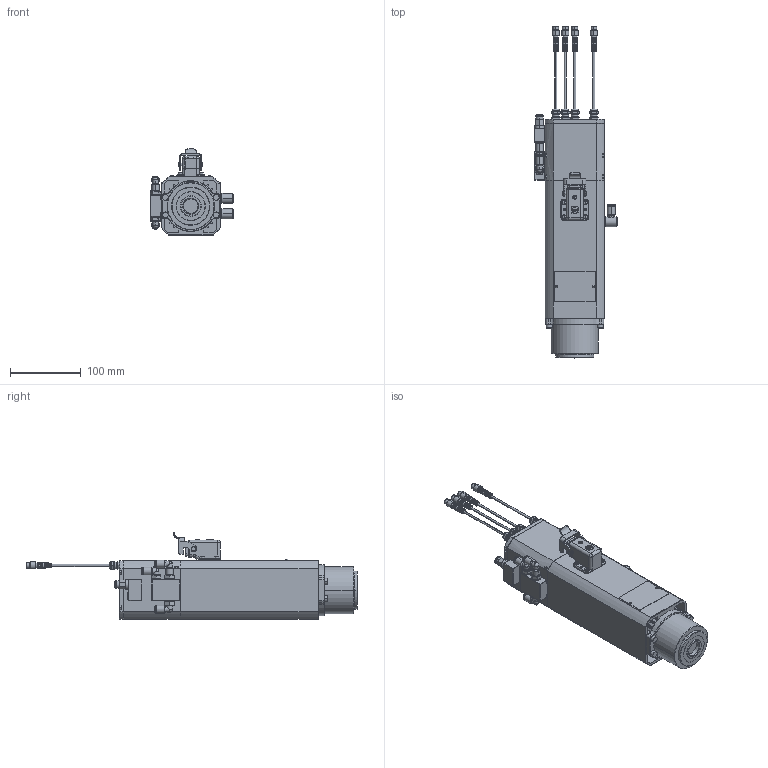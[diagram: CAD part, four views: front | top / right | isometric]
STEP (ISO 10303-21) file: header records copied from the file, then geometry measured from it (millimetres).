
FILE_DESCRIPTION(('HOOPS Exchange Step'),'2;1');
FILE_NAME('export-3C79146E-B095-4865-A6A6-C36D1CFC0A61.stp','2024-09-11T13:46:10+02:00',('Gebruiker'),('Alibre'),'HOOPS Exchange 2023.0','Alibre','Unknown authorisation');
FILE_SCHEMA( ('AP242_MANAGED_MODEL_BASED_3D_ENGINEERING_MIM_LF {1 0 10303 442 1 1 4 }') );
Length unit declared in the file: millimetre
Products named in the file (1): 5500 Teknomotor ATC41-C-2DB-ISO20-SN-HY-LC-2.2kW-24.000-36.000rpm
Bounding box: 118.51 x 470.3 x 122.09 mm (x, y, z)
Surface area: 223803.4 mm2 (no closed solid volume)
Topology: 0 solids, 2747 shells, 3197 faces, 15264 edges, 14323 vertices
Faces by surface type: plane 1291, cylinder 1027, cone 336, torus 331, bspline 179, sphere 33
Entity records: 196324 total; most frequent: CARTESIAN_POINT 67631, DIRECTION 24919, ORIENTED_EDGE 16090, EDGE_CURVE 15200, VERTEX_POINT 14323, AXIS2_PLACEMENT_3D 8994, VECTOR 6931, LINE 6931
